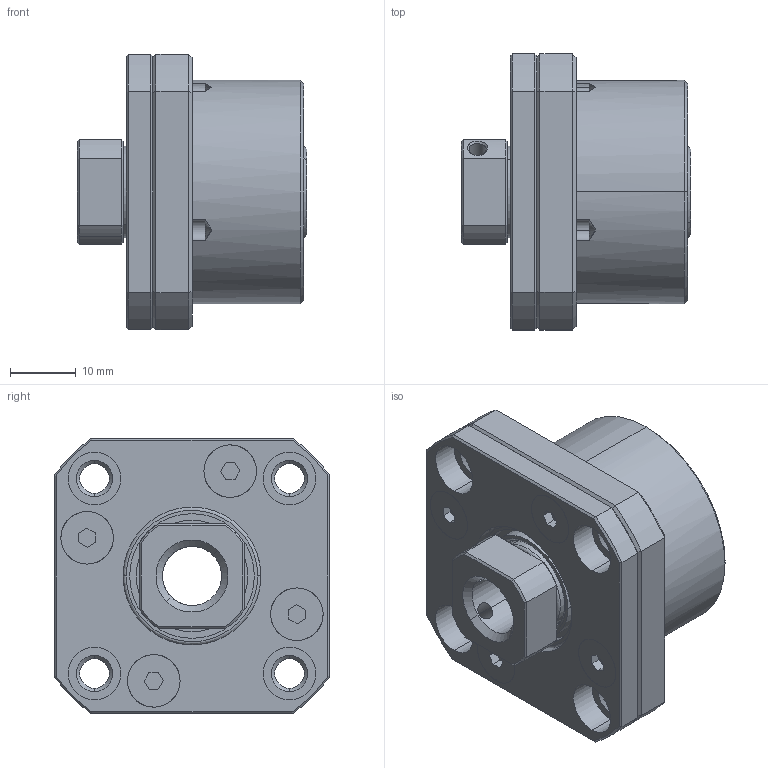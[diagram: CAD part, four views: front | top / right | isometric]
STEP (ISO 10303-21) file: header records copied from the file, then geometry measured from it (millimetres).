
FILE_DESCRIPTION (( 'STEP AP214' ), '1' );
FILE_NAME ('FKN10-Rollco.step', '2023-04-27T09:21:30', ( '' ), ( '' ), 'SwSTEP 2.0', 'SolidWorks 2010', '' );
FILE_SCHEMA (( 'AUTOMOTIVE_DESIGN' ));
Length unit declared in the file: millimetre
Products named in the file (11): FKN10_1; FKN10_3; FKN10_2; FKN10_4; FKN10_5; FKN10_6; EAFK10; EAFK10-1; FKN10_7; MF6S-M4x8; FKN10-Rollco
Assembly tree (25 placements, depth 2):
  FKN10-Rollco
    MF6S-M4x8  x4
    FKN10_4  x10
    FKN10_5
    FKN10_2  x2
    FKN10_3  x2
    FKN10_1
    FKN10_7
    EAFK10-1
    EAFK10
    FKN10_6  x2
Bounding box: 35 x 42 x 42 mm (x, y, z)
Volume: 25925.7 mm3; surface area: 21395.8 mm2
Topology: 25 solids, 25 shells, 443 faces, 997 edges, 567 vertices
Faces by surface type: cylinder 123, cone 108, bspline 108, plane 104
Entity records: 10422 total; most frequent: CARTESIAN_POINT 3012, DIRECTION 1516, ORIENTED_EDGE 1402, EDGE_CURVE 701, AXIS2_PLACEMENT_3D 633, VERTEX_POINT 413, EDGE_LOOP 368, CIRCLE 345
